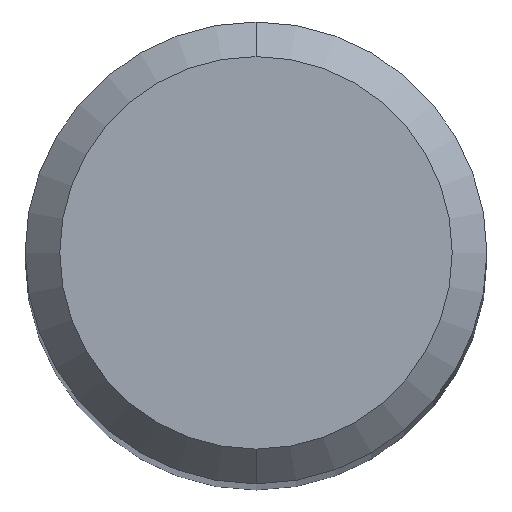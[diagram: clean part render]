
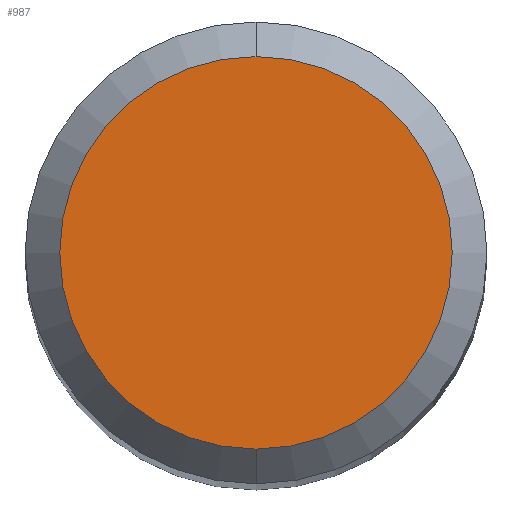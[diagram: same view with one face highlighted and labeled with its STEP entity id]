
A CAD part, top view. The second image highlights one B-rep face of the part: STEP entity #987.
In plain terms, the highlighted planar face has unit normal (0, 0, 1).
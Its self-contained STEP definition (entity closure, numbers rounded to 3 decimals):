
#389=EDGE_CURVE('',#875,#673,#1077,.T.);
#673=VERTEX_POINT('',#1388);
#875=VERTEX_POINT('',#1613);
#979=EDGE_CURVE('',#673,#875,#1721,.T.);
#987=ADVANCED_FACE('',(#1729),#1730,.T.);
#1077=CIRCLE('',#1858,1.7);
#1388=CARTESIAN_POINT('',(0.0,1.7,0.0));
#1613=CARTESIAN_POINT('',(0.,-1.7,0.0));
#1721=CIRCLE('',#4882,1.7);
#1729=FACE_OUTER_BOUND('',#4898,.T.);
#1730=PLANE('',#4899);
#1858=AXIS2_PLACEMENT_3D('',#5297,#5298,#5299);
#4882=AXIS2_PLACEMENT_3D('',#6005,#6006,#6007);
#4898=EDGE_LOOP('',(#6009,#6010));
#4899=AXIS2_PLACEMENT_3D('',#6011,#6012,#6013);
#5297=CARTESIAN_POINT('',(0.0,0.0,0.0));
#5298=DIRECTION('',(0.0,0.0,-1.0));
#5299=DIRECTION('',(0.0,1.0,0.0));
#6005=CARTESIAN_POINT('',(0.0,0.0,0.0));
#6006=DIRECTION('',(0.0,0.0,-1.0));
#6007=DIRECTION('',(0.0,1.0,0.0));
#6009=ORIENTED_EDGE('',*,*,#979,.F.);
#6010=ORIENTED_EDGE('',*,*,#389,.F.);
#6011=CARTESIAN_POINT('',(0.0,0.85,0.0));
#6012=DIRECTION('',(-0.0,0.0,1.0));
#6013=DIRECTION('',(0.0,-1.0,0.0));
